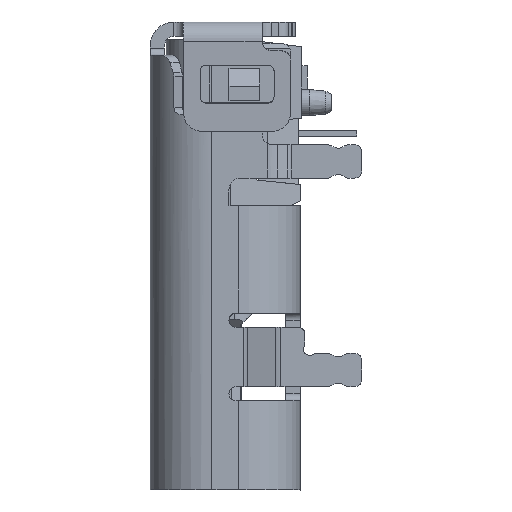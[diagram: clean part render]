
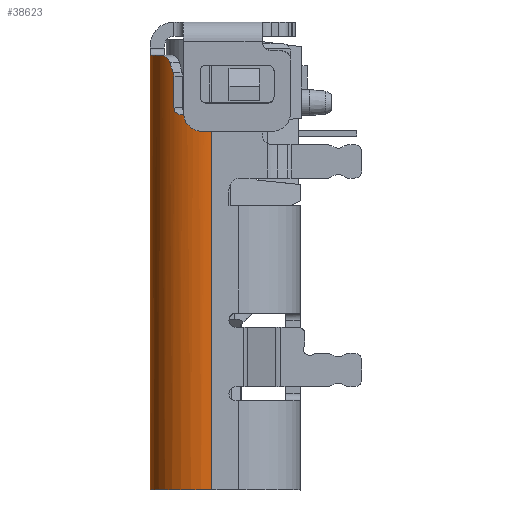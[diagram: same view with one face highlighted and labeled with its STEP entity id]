
A CAD part, left-side view. The second image highlights one B-rep face of the part: STEP entity #38623.
In plain terms, the highlighted cylindrical face has radius 1.3 mm (diameter 2.6 mm), a partial arc.
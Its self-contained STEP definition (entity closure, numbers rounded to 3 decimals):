
#55=CARTESIAN_POINT('',(-3.175,0.93,-4.935));
#56=DIRECTION('',(0.,0.,-1.));
#57=DIRECTION('',(-1.,0.,0.));
#58=AXIS2_PLACEMENT_3D('',#55,#56,#57);
#7620=CARTESIAN_POINT('',(-3.175,0.93,
2.975));
#7621=DIRECTION('',(0.,0.,1.));
#7622=DIRECTION('',(-0.872,0.49,0.));
#7623=AXIS2_PLACEMENT_3D('',#7620,#7621,#7622);
#7654=CARTESIAN_POINT('',(-3.175,0.93,
4.235));
#7655=DIRECTION('',(0.,0.,1.));
#7656=DIRECTION('',(-0.15,0.989,0.));
#7657=AXIS2_PLACEMENT_3D('',#7654,#7655,#7656);
#11296=DIRECTION('',(0.,0.,-1.));
#11297=VECTOR('',#11296,0.15);
#11298=CARTESIAN_POINT('',(-3.175,2.23,
-4.785));
#11299=LINE('',#11298,#11297);
#11300=DIRECTION('',(0.,0.,-1.));
#11301=VECTOR('',#11300,9.17);
#11302=CARTESIAN_POINT('',(-3.175,2.23,
4.385));
#11303=LINE('',#11302,#11301);
#11304=CARTESIAN_POINT('',(-3.37,2.215,
4.235));
#11305=CARTESIAN_POINT('',(-3.346,2.219,
4.235));
#11306=CARTESIAN_POINT('',(-3.302,2.224,
4.241));
#11307=CARTESIAN_POINT('',(-3.245,2.228,
4.266));
#11308=CARTESIAN_POINT('',(-3.205,2.23,
4.301));
#11309=CARTESIAN_POINT('',(-3.179,2.23,
4.344));
#11310=CARTESIAN_POINT('',(-3.175,2.23,
4.371));
#11311=CARTESIAN_POINT('',(-3.175,2.23,
4.385));
#11313=CARTESIAN_POINT('',(-4.124,1.818,
4.073));
#11314=CARTESIAN_POINT('',(-4.118,1.824,
4.09));
#11315=CARTESIAN_POINT('',(-4.103,1.84,
4.124));
#11316=CARTESIAN_POINT('',(-4.066,1.877,
4.17));
#11317=CARTESIAN_POINT('',(-4.021,1.917,
4.204));
#11318=CARTESIAN_POINT('',(-3.961,1.966,
4.228));
#11319=CARTESIAN_POINT('',(-3.913,2.001,
4.235));
#11320=CARTESIAN_POINT('',(-3.886,2.018,
4.235));
#11322=CARTESIAN_POINT('',(-4.187,1.746,
3.877));
#11323=CARTESIAN_POINT('',(-4.18,1.754,
3.899));
#11324=CARTESIAN_POINT('',(-4.166,1.771,
3.942));
#11325=CARTESIAN_POINT('',(-4.146,1.795,
4.008));
#11326=CARTESIAN_POINT('',(-4.131,1.81,
4.051));
#11327=CARTESIAN_POINT('',(-4.124,1.818,
4.073));
#11329=CARTESIAN_POINT('',(-4.199,1.73,
3.789));
#11330=CARTESIAN_POINT('',(-4.199,1.73,
3.799));
#11331=CARTESIAN_POINT('',(-4.199,1.731,
3.819));
#11332=CARTESIAN_POINT('',(-4.194,1.736,
3.848));
#11333=CARTESIAN_POINT('',(-4.189,1.742,
3.868));
#11334=CARTESIAN_POINT('',(-4.187,1.746,
3.877));
#11336=DIRECTION('',(0.,0.,1.));
#11337=VECTOR('',#11336,0.665);
#11338=CARTESIAN_POINT('',(-4.199,1.73,
3.125));
#11339=LINE('',#11338,#11337);
#11340=CARTESIAN_POINT('',(-4.308,1.567,
2.975));
#11341=CARTESIAN_POINT('',(-4.302,1.578,
2.975));
#11342=CARTESIAN_POINT('',(-4.289,1.599,
2.977));
#11343=CARTESIAN_POINT('',(-4.272,1.628,
2.984));
#11344=CARTESIAN_POINT('',(-4.255,1.653,
2.995));
#11345=CARTESIAN_POINT('',(-4.24,1.675,3.01));
#11346=CARTESIAN_POINT('',(-4.227,1.693,
3.027));
#11347=CARTESIAN_POINT('',(-4.217,1.707,
3.045));
#11348=CARTESIAN_POINT('',(-4.209,1.717,
3.064));
#11349=CARTESIAN_POINT('',(-4.204,1.724,
3.084));
#11350=CARTESIAN_POINT('',(-4.2,1.729,
3.104));
#11351=CARTESIAN_POINT('',(-4.199,1.73,
3.118));
#11352=CARTESIAN_POINT('',(-4.199,1.73,
3.125));
#11354=CARTESIAN_POINT('',(-4.468,1.059,
2.941));
#11355=CARTESIAN_POINT('',(-4.467,1.073,
2.948));
#11356=CARTESIAN_POINT('',(-4.464,1.102,
2.96));
#11357=CARTESIAN_POINT('',(-4.456,1.151,
2.972));
#11358=CARTESIAN_POINT('',(-4.449,1.185,
2.975));
#11359=CARTESIAN_POINT('',(-4.446,1.203,
2.975));
#11361=CARTESIAN_POINT('',(-4.473,0.989,
2.925));
#11362=CARTESIAN_POINT('',(-4.473,0.998,
2.925));
#11363=CARTESIAN_POINT('',(-4.472,1.014,
2.926));
#11364=CARTESIAN_POINT('',(-4.47,1.038,
2.932));
#11365=CARTESIAN_POINT('',(-4.469,1.052,
2.938));
#11366=CARTESIAN_POINT('',(-4.468,1.059,
2.941));
#11368=CARTESIAN_POINT('',(-4.475,0.93,
2.936));
#11369=CARTESIAN_POINT('',(-4.475,0.936,
2.934));
#11370=CARTESIAN_POINT('',(-4.475,0.948,
2.93));
#11371=CARTESIAN_POINT('',(-4.474,0.968,
2.926));
#11372=CARTESIAN_POINT('',(-4.474,0.982,
2.925));
#11373=CARTESIAN_POINT('',(-4.473,0.989,
2.925));
#11375=DIRECTION('',(0.,0.,1.));
#11376=VECTOR('',#11375,7.872);
#11377=CARTESIAN_POINT('',(-4.475,0.93,
-4.935));
#11378=LINE('',#11377,#11376);
#18866=CARTESIAN_POINT('',(-4.468,1.059,
2.941));
#18868=VERTEX_POINT('',#18866);
#18870=VERTEX_POINT('',#11361);
#18873=CARTESIAN_POINT('',(-4.446,1.203,
2.975));
#18875=VERTEX_POINT('',#18873);
#18877=CARTESIAN_POINT('',(-4.308,1.567,
2.975));
#18879=VERTEX_POINT('',#18877);
#18882=CARTESIAN_POINT('',(-4.199,1.73,
3.125));
#18884=VERTEX_POINT('',#18882);
#18885=CARTESIAN_POINT('',(-4.199,1.73,
3.789));
#18887=VERTEX_POINT('',#18885);
#18889=CARTESIAN_POINT('',(-4.187,1.746,
3.877));
#18891=VERTEX_POINT('',#18889);
#18893=CARTESIAN_POINT('',(-4.124,1.818,
4.073));
#18895=VERTEX_POINT('',#18893);
#18897=CARTESIAN_POINT('',(-3.886,2.018,
4.235));
#18899=VERTEX_POINT('',#18897);
#18901=CARTESIAN_POINT('',(-3.37,2.215,
4.235));
#18903=VERTEX_POINT('',#18901);
#18905=CARTESIAN_POINT('',(-3.175,2.23,
-4.785));
#18906=CARTESIAN_POINT('',(-3.175,2.23,
-4.935));
#18907=VERTEX_POINT('',#18905);
#18908=VERTEX_POINT('',#18906);
#18909=CARTESIAN_POINT('',(-4.475,0.93,
-4.935));
#18910=VERTEX_POINT('',#18909);
#18911=CARTESIAN_POINT('',(-4.475,0.93,
2.936));
#18912=VERTEX_POINT('',#18911);
#18913=VERTEX_POINT('',#11311);
#38601=CARTESIAN_POINT('',(-3.175,0.93,
4.568));
#38602=DIRECTION('',(0.,0.,-1.));
#38603=DIRECTION('',(-1.,0.,0.));
#38604=AXIS2_PLACEMENT_3D('',#38601,#38602,#38603);
#38605=CYLINDRICAL_SURFACE('',#38604,1.3);
#38606=ORIENTED_EDGE('',*,*,#33803,.F.);
#38607=ORIENTED_EDGE('',*,*,#33801,.F.);
#38608=ORIENTED_EDGE('',*,*,#33752,.F.);
#38609=ORIENTED_EDGE('',*,*,#33701,.T.);
#38610=ORIENTED_EDGE('',*,*,#33686,.F.);
#38611=ORIENTED_EDGE('',*,*,#33635,.F.);
#38612=ORIENTED_EDGE('',*,*,#33600,.F.);
#38613=ORIENTED_EDGE('',*,*,#33557,.F.);
#38614=ORIENTED_EDGE('',*,*,#33542,.F.);
#38615=ORIENTED_EDGE('',*,*,#33491,.T.);
#38616=ORIENTED_EDGE('',*,*,#33476,.F.);
#38617=ORIENTED_EDGE('',*,*,#33433,.F.);
#38618=ORIENTED_EDGE('',*,*,#33390,.F.);
#38619=ORIENTED_EDGE('',*,*,#32632,.F.);
#38620=ORIENTED_EDGE('',*,*,#23169,.T.);
#38621=EDGE_LOOP('',(#38606,#38607,#38608,#38609,#38610,#38611,#38612,#38613,
#38614,#38615,#38616,#38617,#38618,#38619,#38620));
#38622=FACE_OUTER_BOUND('',#38621,.F.);
#38623=ADVANCED_FACE('',(#38622),#38605,.T.);
#59=CIRCLE('',#58,1.3);
#7624=CIRCLE('',#7623,1.3);
#7658=CIRCLE('',#7657,1.3);
#11312=B_SPLINE_CURVE_WITH_KNOTS('',3,(#11304,#11305,#11306,#11307,#11308,
#11309,#11310,#11311),.UNSPECIFIED.,.F.,.F.,(4,1,1,1,1,4),(0.,0.2,0.4,
0.6,0.8,1.),.UNSPECIFIED.);
#11321=B_SPLINE_CURVE_WITH_KNOTS('',3,(#11313,#11314,#11315,#11316,#11317,
#11318,#11319,#11320),.UNSPECIFIED.,.F.,.F.,(4,1,1,1,1,4),(0.,0.2,0.4,
0.6,0.8,1.),.UNSPECIFIED.);
#11328=B_SPLINE_CURVE_WITH_KNOTS('',3,(#11322,#11323,#11324,#11325,#11326,
#11327),.UNSPECIFIED.,.F.,.F.,(4,1,1,4),(0.,0.333,
0.667,1.),.UNSPECIFIED.);
#11335=B_SPLINE_CURVE_WITH_KNOTS('',3,(#11329,#11330,#11331,#11332,#11333,
#11334),.UNSPECIFIED.,.F.,.F.,(4,1,1,4),(0.,0.333,
0.667,1.),.UNSPECIFIED.);
#11353=B_SPLINE_CURVE_WITH_KNOTS('',3,(#11340,#11341,#11342,#11343,#11344,
#11345,#11346,#11347,#11348,#11349,#11350,#11351,#11352),.UNSPECIFIED.,.F.,.F.,(
4,1,1,1,1,1,1,1,1,1,4),(0.,0.1,0.2,0.3,0.4,0.5,0.6,0.7,0.8,
0.9,1.),.UNSPECIFIED.);
#11360=B_SPLINE_CURVE_WITH_KNOTS('',3,(#11354,#11355,#11356,#11357,#11358,
#11359),.UNSPECIFIED.,.F.,.F.,(4,1,1,4),(0.,0.333,
0.667,1.),.UNSPECIFIED.);
#11367=B_SPLINE_CURVE_WITH_KNOTS('',3,(#11361,#11362,#11363,#11364,#11365,
#11366),.UNSPECIFIED.,.F.,.F.,(4,1,1,4),(0.,0.333,
0.667,1.),.UNSPECIFIED.);
#11374=B_SPLINE_CURVE_WITH_KNOTS('',3,(#11368,#11369,#11370,#11371,#11372,
#11373),.UNSPECIFIED.,.F.,.F.,(4,1,1,4),(0.,0.333,
0.667,1.),.UNSPECIFIED.);
#23169=EDGE_CURVE('',#18910,#18908,#59,.T.);
#32632=EDGE_CURVE('',#18910,#18912,#11378,.T.);
#33390=EDGE_CURVE('',#18912,#18870,#11374,.T.);
#33433=EDGE_CURVE('',#18870,#18868,#11367,.T.);
#33476=EDGE_CURVE('',#18868,#18875,#11360,.T.);
#33491=EDGE_CURVE('',#18879,#18875,#7624,.T.);
#33542=EDGE_CURVE('',#18879,#18884,#11353,.T.);
#33557=EDGE_CURVE('',#18884,#18887,#11339,.T.);
#33600=EDGE_CURVE('',#18887,#18891,#11335,.T.);
#33635=EDGE_CURVE('',#18891,#18895,#11328,.T.);
#33686=EDGE_CURVE('',#18895,#18899,#11321,.T.);
#33701=EDGE_CURVE('',#18903,#18899,#7658,.T.);
#33752=EDGE_CURVE('',#18903,#18913,#11312,.T.);
#33801=EDGE_CURVE('',#18913,#18907,#11303,.T.);
#33803=EDGE_CURVE('',#18907,#18908,#11299,.T.);
